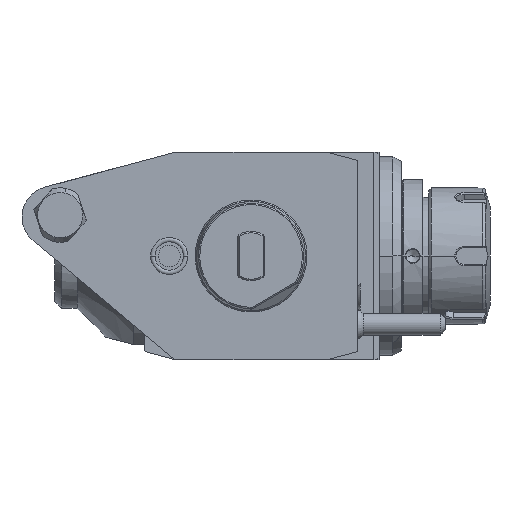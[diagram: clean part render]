
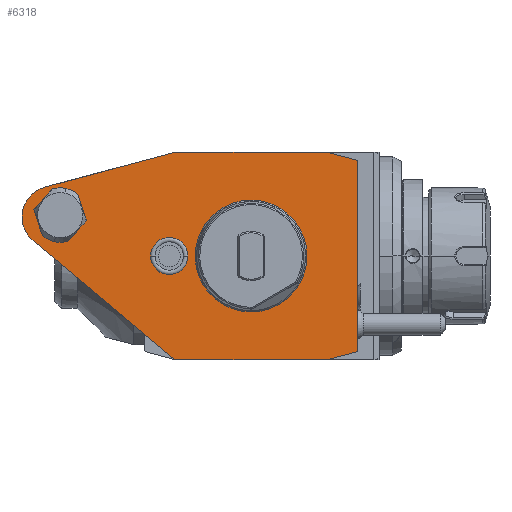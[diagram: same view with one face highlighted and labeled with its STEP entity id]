
A CAD part, front view. The second image highlights one B-rep face of the part: STEP entity #6318.
In plain terms, the highlighted planar face has unit normal (0, -1, 0).
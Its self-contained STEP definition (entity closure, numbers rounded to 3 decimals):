
#1=DIRECTION('',(-0.966,0.,-0.259));
#2=VECTOR('',#1,49.264);
#3=CARTESIAN_POINT('',(-28.,0.,38.));
#4=LINE('',#3,#2);
#5=DIRECTION('',(-1.,0.,0.));
#6=VECTOR('',#5,56.);
#7=CARTESIAN_POINT('',(28.,0.,38.));
#8=LINE('',#7,#6);
#9=DIRECTION('',(-0.966,0.,0.259));
#10=VECTOR('',#9,11.388);
#11=CARTESIAN_POINT('',(39.,0.,35.053));
#12=LINE('',#11,#10);
#13=DIRECTION('',(0.,0.,1.));
#14=VECTOR('',#13,70.105);
#15=CARTESIAN_POINT('',(39.,0.,-35.053));
#16=LINE('',#15,#14);
#17=DIRECTION('',(0.966,0.,0.259));
#18=VECTOR('',#17,11.388);
#19=CARTESIAN_POINT('',(28.,0.,-38.));
#20=LINE('',#19,#18);
#21=DIRECTION('',(1.,0.,0.));
#22=VECTOR('',#21,56.);
#23=CARTESIAN_POINT('',(-28.,0.,-38.));
#24=LINE('',#23,#22);
#25=DIRECTION('',(0.766,0.,-0.643));
#26=VECTOR('',#25,67.809);
#27=CARTESIAN_POINT('',(-79.945,0.,5.587));
#28=LINE('',#27,#26);
#29=CARTESIAN_POINT('',(-72.647,0.,
14.283));
#30=DIRECTION('',(0.,-1.,0.));
#31=DIRECTION('',(-0.259,0.,0.966));
#32=AXIS2_PLACEMENT_3D('',#29,#30,#31);
#34=CARTESIAN_POINT('',(-30.,0.,0.));
#35=DIRECTION('',(0.,1.,0.));
#36=DIRECTION('',(-1.,0.,0.));
#37=AXIS2_PLACEMENT_3D('',#34,#35,#36);
#39=CARTESIAN_POINT('',(-30.,0.,0.));
#40=DIRECTION('',(0.,1.,0.));
#41=DIRECTION('',(1.,0.,0.));
#42=AXIS2_PLACEMENT_3D('',#39,#40,#41);
#4123=CARTESIAN_POINT('',(-70.,0.,15.));
#4124=DIRECTION('',(0.,-1.,0.));
#4125=DIRECTION('',(0.647,0.,0.763));
#4126=AXIS2_PLACEMENT_3D('',#4123,#4124,#4125);
#4146=DIRECTION('',(0.307,0.,-0.952));
#4147=VECTOR('',#4146,10.175);
#4148=CARTESIAN_POINT('',(-63.531,0.,22.626));
#4149=LINE('',#4148,#4147);
#4150=DIRECTION('',(-0.67,0.,-0.742));
#4151=VECTOR('',#4150,10.175);
#4152=CARTESIAN_POINT('',(-60.403,0.,12.943));
#4153=LINE('',#4152,#4151);
#4158=CARTESIAN_POINT('',(-70.,0.,15.));
#4159=DIRECTION('',(0.,-1.,0.));
#4160=DIRECTION('',(-0.647,0.,-0.763));
#4161=AXIS2_PLACEMENT_3D('',#4158,#4159,#4160);
#4181=DIRECTION('',(-0.307,0.,0.952));
#4182=VECTOR('',#4181,10.175);
#4183=CARTESIAN_POINT('',(-76.469,0.,7.374));
#4184=LINE('',#4183,#4182);
#4185=DIRECTION('',(0.67,0.,0.742));
#4186=VECTOR('',#4185,10.175);
#4187=CARTESIAN_POINT('',(-79.597,0.,17.057));
#4188=LINE('',#4187,#4186);
#4327=CARTESIAN_POINT('',(0.,0.,0.));
#4328=DIRECTION('',(0.,1.,0.));
#4329=DIRECTION('',(1.,0.,0.));
#4330=AXIS2_PLACEMENT_3D('',#4327,#4328,#4329);
#4332=CARTESIAN_POINT('',(0.,0.,0.));
#4333=DIRECTION('',(0.,1.,0.));
#4334=DIRECTION('',(-1.,0.,0.));
#4335=AXIS2_PLACEMENT_3D('',#4332,#4333,#4334);
#5723=CARTESIAN_POINT('',(-36.8,0.,0.));
#5724=CARTESIAN_POINT('',(-23.2,0.,0.));
#5725=VERTEX_POINT('',#5723);
#5726=VERTEX_POINT('',#5724);
#6106=CARTESIAN_POINT('',(-28.,0.,-38.));
#6107=CARTESIAN_POINT('',(28.,0.,-38.));
#6108=VERTEX_POINT('',#6106);
#6109=VERTEX_POINT('',#6107);
#6110=CARTESIAN_POINT('',(39.,0.,-35.053));
#6111=VERTEX_POINT('',#6110);
#6112=CARTESIAN_POINT('',(39.,0.,35.053));
#6113=VERTEX_POINT('',#6112);
#6114=CARTESIAN_POINT('',(28.,0.,38.));
#6115=VERTEX_POINT('',#6114);
#6116=CARTESIAN_POINT('',(-28.,0.,38.));
#6117=VERTEX_POINT('',#6116);
#6118=CARTESIAN_POINT('',(-75.585,0.,25.25));
#6119=VERTEX_POINT('',#6118);
#6120=CARTESIAN_POINT('',(-79.945,0.,
5.587));
#6121=VERTEX_POINT('',#6120);
#6142=CARTESIAN_POINT('',(19.853,0.,0.));
#6143=CARTESIAN_POINT('',(-19.853,0.,0.));
#6144=VERTEX_POINT('',#6142);
#6145=VERTEX_POINT('',#6143);
#6146=CARTESIAN_POINT('',(-63.531,0.,22.626));
#6147=CARTESIAN_POINT('',(-72.776,0.,24.607));
#6148=VERTEX_POINT('',#6146);
#6149=VERTEX_POINT('',#6147);
#6150=CARTESIAN_POINT('',(-76.469,0.,7.374));
#6151=CARTESIAN_POINT('',(-67.224,0.,5.393));
#6152=VERTEX_POINT('',#6150);
#6153=VERTEX_POINT('',#6151);
#6154=CARTESIAN_POINT('',(-79.597,0.,17.057));
#6155=VERTEX_POINT('',#6154);
#6156=CARTESIAN_POINT('',(-60.403,0.,12.943));
#6157=VERTEX_POINT('',#6156);
#6269=CARTESIAN_POINT('',(0.,0.,0.));
#6270=DIRECTION('',(0.,-1.,0.));
#6271=DIRECTION('',(-1.,0.,0.));
#6272=AXIS2_PLACEMENT_3D('',#6269,#6270,#6271);
#6273=PLANE('',#6272);
#6275=ORIENTED_EDGE('',*,*,#6274,.F.);
#6277=ORIENTED_EDGE('',*,*,#6276,.F.);
#6279=ORIENTED_EDGE('',*,*,#6278,.F.);
#6281=ORIENTED_EDGE('',*,*,#6280,.F.);
#6283=ORIENTED_EDGE('',*,*,#6282,.F.);
#6285=ORIENTED_EDGE('',*,*,#6284,.F.);
#6287=ORIENTED_EDGE('',*,*,#6286,.F.);
#6289=ORIENTED_EDGE('',*,*,#6288,.F.);
#6290=EDGE_LOOP('',(#6275,#6277,#6279,#6281,#6283,#6285,#6287,#6289));
#6291=FACE_OUTER_BOUND('',#6290,.F.);
#6293=ORIENTED_EDGE('',*,*,#6292,.T.);
#6295=ORIENTED_EDGE('',*,*,#6294,.F.);
#6297=ORIENTED_EDGE('',*,*,#6296,.F.);
#6299=ORIENTED_EDGE('',*,*,#6298,.T.);
#6301=ORIENTED_EDGE('',*,*,#6300,.F.);
#6303=ORIENTED_EDGE('',*,*,#6302,.F.);
#6304=EDGE_LOOP('',(#6293,#6295,#6297,#6299,#6301,#6303));
#6305=FACE_BOUND('',#6304,.F.);
#6307=ORIENTED_EDGE('',*,*,#6306,.F.);
#6309=ORIENTED_EDGE('',*,*,#6308,.F.);
#6310=EDGE_LOOP('',(#6307,#6309));
#6311=FACE_BOUND('',#6310,.F.);
#6313=ORIENTED_EDGE('',*,*,#6312,.F.);
#6315=ORIENTED_EDGE('',*,*,#6314,.F.);
#6316=EDGE_LOOP('',(#6313,#6315));
#6317=FACE_BOUND('',#6316,.F.);
#33=CIRCLE('',#32,11.353);
#38=CIRCLE('',#37,6.8);
#43=CIRCLE('',#42,6.8);
#4127=CIRCLE('',#4126,10.);
#4162=CIRCLE('',#4161,10.);
#4331=CIRCLE('',#4330,19.853);
#4336=CIRCLE('',#4335,19.853);
#6274=EDGE_CURVE('',#6117,#6119,#4,.T.);
#6276=EDGE_CURVE('',#6115,#6117,#8,.T.);
#6278=EDGE_CURVE('',#6113,#6115,#12,.T.);
#6280=EDGE_CURVE('',#6111,#6113,#16,.T.);
#6282=EDGE_CURVE('',#6109,#6111,#20,.T.);
#6284=EDGE_CURVE('',#6108,#6109,#24,.T.);
#6286=EDGE_CURVE('',#6121,#6108,#28,.T.);
#6288=EDGE_CURVE('',#6119,#6121,#33,.T.);
#6292=EDGE_CURVE('',#6148,#6149,#4127,.T.);
#6294=EDGE_CURVE('',#6155,#6149,#4188,.T.);
#6296=EDGE_CURVE('',#6152,#6155,#4184,.T.);
#6298=EDGE_CURVE('',#6152,#6153,#4162,.T.);
#6300=EDGE_CURVE('',#6157,#6153,#4153,.T.);
#6302=EDGE_CURVE('',#6148,#6157,#4149,.T.);
#6306=EDGE_CURVE('',#6144,#6145,#4331,.T.);
#6308=EDGE_CURVE('',#6145,#6144,#4336,.T.);
#6312=EDGE_CURVE('',#5725,#5726,#38,.T.);
#6314=EDGE_CURVE('',#5726,#5725,#43,.T.);
#6318=ADVANCED_FACE('',(#6291,#6305,#6311,#6317),#6273,.T.);
